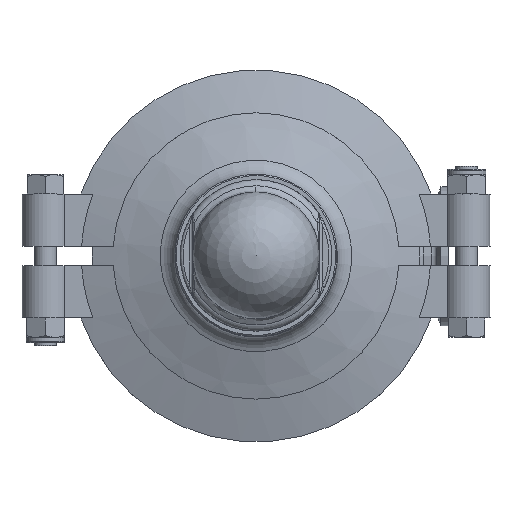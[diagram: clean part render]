
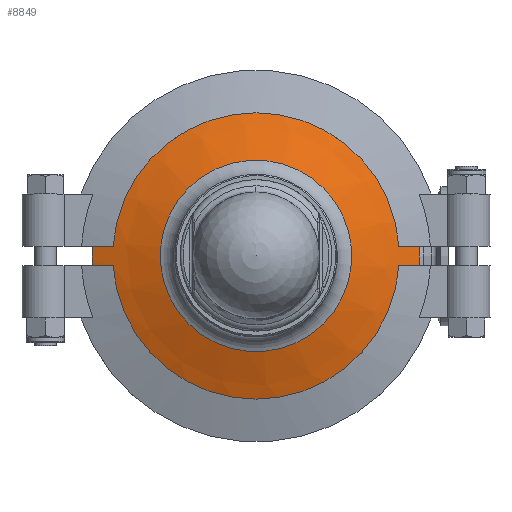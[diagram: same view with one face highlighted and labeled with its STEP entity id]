
A CAD part, top view. The second image highlights one B-rep face of the part: STEP entity #8849.
In plain terms, the highlighted conical face has half-angle 70 degrees and reference radius 29.75 mm.
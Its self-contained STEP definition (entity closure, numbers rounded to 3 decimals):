
#64=(
BOUNDED_CURVE()
B_SPLINE_CURVE(2,(#19528,#19529,#19530),.UNSPECIFIED.,.F.,.F.)
B_SPLINE_CURVE_WITH_KNOTS((3,3),(0.674,1.406),
 .UNSPECIFIED.)
CURVE()
GEOMETRIC_REPRESENTATION_ITEM()
RATIONAL_B_SPLINE_CURVE((1.004,1.004,1.))
REPRESENTATION_ITEM('')
);
#71=(
BOUNDED_CURVE()
B_SPLINE_CURVE(2,(#19579,#19580,#19581),.UNSPECIFIED.,.F.,.F.)
B_SPLINE_CURVE_WITH_KNOTS((3,3),(0.,0.732),.UNSPECIFIED.)
CURVE()
GEOMETRIC_REPRESENTATION_ITEM()
RATIONAL_B_SPLINE_CURVE((1.,1.004,1.004))
REPRESENTATION_ITEM('')
);
#123=(
BOUNDED_CURVE()
B_SPLINE_CURVE(2,(#20014,#20015,#20016),.UNSPECIFIED.,.F.,.F.)
B_SPLINE_CURVE_WITH_KNOTS((3,3),(0.,0.732),.UNSPECIFIED.)
CURVE()
GEOMETRIC_REPRESENTATION_ITEM()
RATIONAL_B_SPLINE_CURVE((1.,1.004,1.004))
REPRESENTATION_ITEM('')
);
#128=(
BOUNDED_CURVE()
B_SPLINE_CURVE(2,(#20086,#20087,#20088),.UNSPECIFIED.,.F.,.F.)
B_SPLINE_CURVE_WITH_KNOTS((3,3),(0.674,1.406),
 .UNSPECIFIED.)
CURVE()
GEOMETRIC_REPRESENTATION_ITEM()
RATIONAL_B_SPLINE_CURVE((1.004,1.004,1.))
REPRESENTATION_ITEM('')
);
#928=CIRCLE('',#9851,52.218);
#931=CIRCLE('',#9859,34.764);
#932=CIRCLE('',#9860,52.218);
#933=CIRCLE('',#9861,59.5);
#934=CIRCLE('',#9862,59.5);
#935=CIRCLE('',#9863,52.218);
#1070=CONICAL_SURFACE('',#9858,29.75,1.222);
#1542=FACE_OUTER_BOUND('',#2101,.T.);
#2101=EDGE_LOOP('',(#7511,#7512,#7513,#7514,#7515,#7516,#7517,#7518,#7519,
#7520,#7521,#7522));
#2542=LINE('',#20082,#2954);
#2954=VECTOR('',#12176,29.75);
#3793=VERTEX_POINT('',#19525);
#3794=VERTEX_POINT('',#19527);
#3803=VERTEX_POINT('',#19555);
#3811=VERTEX_POINT('',#19575);
#3911=VERTEX_POINT('',#20009);
#3912=VERTEX_POINT('',#20013);
#3925=VERTEX_POINT('',#20079);
#3926=VERTEX_POINT('',#20081);
#3927=VERTEX_POINT('',#20083);
#3928=VERTEX_POINT('',#20085);
#4932=EDGE_CURVE('',#3794,#3793,#64,.T.);
#4951=EDGE_CURVE('',#3803,#3811,#71,.T.);
#5113=EDGE_CURVE('',#3912,#3911,#123,.T.);
#5138=EDGE_CURVE('',#3911,#3794,#928,.T.);
#5141=EDGE_CURVE('',#3925,#3925,#931,.T.);
#5142=EDGE_CURVE('',#3925,#3926,#2542,.T.);
#5143=EDGE_CURVE('',#3926,#3927,#932,.T.);
#5144=EDGE_CURVE('',#3927,#3928,#128,.T.);
#5145=EDGE_CURVE('',#3928,#3912,#933,.T.);
#5146=EDGE_CURVE('',#3793,#3803,#934,.T.);
#5147=EDGE_CURVE('',#3811,#3926,#935,.T.);
#7511=ORIENTED_EDGE('',*,*,#5141,.F.);
#7512=ORIENTED_EDGE('',*,*,#5142,.T.);
#7513=ORIENTED_EDGE('',*,*,#5143,.T.);
#7514=ORIENTED_EDGE('',*,*,#5144,.T.);
#7515=ORIENTED_EDGE('',*,*,#5145,.T.);
#7516=ORIENTED_EDGE('',*,*,#5113,.T.);
#7517=ORIENTED_EDGE('',*,*,#5138,.T.);
#7518=ORIENTED_EDGE('',*,*,#4932,.T.);
#7519=ORIENTED_EDGE('',*,*,#5146,.T.);
#7520=ORIENTED_EDGE('',*,*,#4951,.T.);
#7521=ORIENTED_EDGE('',*,*,#5147,.T.);
#7522=ORIENTED_EDGE('',*,*,#5142,.F.);
#8849=ADVANCED_FACE('',(#1542),#1070,.T.);
#9851=AXIS2_PLACEMENT_3D('',#20071,#12158,#12159);
#9858=AXIS2_PLACEMENT_3D('',#20078,#12172,#12173);
#9859=AXIS2_PLACEMENT_3D('',#20080,#12174,#12175);
#9860=AXIS2_PLACEMENT_3D('',#20084,#12177,#12178);
#9861=AXIS2_PLACEMENT_3D('',#20089,#12179,#12180);
#9862=AXIS2_PLACEMENT_3D('',#20090,#12181,#12182);
#9863=AXIS2_PLACEMENT_3D('',#20091,#12183,#12184);
#12158=DIRECTION('center_axis',(0.,0.,1.));
#12159=DIRECTION('ref_axis',(-1.,0.,0.));
#12172=DIRECTION('center_axis',(0.,0.,
-1.));
#12173=DIRECTION('ref_axis',(0.996,-0.093,0.));
#12174=DIRECTION('center_axis',(0.,0.,
1.));
#12175=DIRECTION('ref_axis',(-0.996,0.093,0.));
#12176=DIRECTION('',(-0.936,0.087,-0.342));
#12177=DIRECTION('center_axis',(0.,0.,1.));
#12178=DIRECTION('ref_axis',(1.,0.,0.));
#12179=DIRECTION('center_axis',(0.,0.,
1.));
#12180=DIRECTION('ref_axis',(0.996,-0.093,0.));
#12181=DIRECTION('center_axis',(0.,0.,
1.));
#12182=DIRECTION('ref_axis',(0.996,-0.093,0.));
#12183=DIRECTION('center_axis',(0.,0.,1.));
#12184=DIRECTION('ref_axis',(1.,0.,0.));
#19525=CARTESIAN_POINT('',(59.397,-3.5,138.7));
#19527=CARTESIAN_POINT('',(52.101,-3.5,141.35));
#19528=CARTESIAN_POINT('Ctrl Pts',(52.101,-3.5,141.35));
#19529=CARTESIAN_POINT('Ctrl Pts',(55.511,-3.5,140.112));
#19530=CARTESIAN_POINT('Ctrl Pts',(59.397,-3.5,138.7));
#19555=CARTESIAN_POINT('',(59.397,3.5,138.7));
#19575=CARTESIAN_POINT('',(52.101,3.5,141.35));
#19579=CARTESIAN_POINT('Ctrl Pts',(59.397,3.5,138.7));
#19580=CARTESIAN_POINT('Ctrl Pts',(55.511,3.5,140.112));
#19581=CARTESIAN_POINT('Ctrl Pts',(52.101,3.5,141.35));
#20009=CARTESIAN_POINT('',(-52.101,-3.5,141.35));
#20013=CARTESIAN_POINT('',(-59.397,-3.5,138.7));
#20014=CARTESIAN_POINT('Ctrl Pts',(-59.397,-3.5,138.7));
#20015=CARTESIAN_POINT('Ctrl Pts',(-55.511,-3.5,
140.112));
#20016=CARTESIAN_POINT('Ctrl Pts',(-52.101,-3.5,
141.35));
#20071=CARTESIAN_POINT('Origin',(0.,0.,141.35));
#20078=CARTESIAN_POINT('Origin',(0.,0.,
149.528));
#20079=CARTESIAN_POINT('',(-34.614,3.222,147.703));
#20080=CARTESIAN_POINT('Origin',(0.,0.,
147.703));
#20081=CARTESIAN_POINT('',(-51.994,4.839,141.35));
#20082=CARTESIAN_POINT('',(-29.622,2.757,149.528));
#20083=CARTESIAN_POINT('',(-52.101,3.5,141.35));
#20084=CARTESIAN_POINT('Origin',(0.,0.,141.35));
#20085=CARTESIAN_POINT('',(-59.397,3.5,138.7));
#20086=CARTESIAN_POINT('Ctrl Pts',(-52.101,3.5,141.35));
#20087=CARTESIAN_POINT('Ctrl Pts',(-55.511,3.5,140.112));
#20088=CARTESIAN_POINT('Ctrl Pts',(-59.397,3.5,138.7));
#20089=CARTESIAN_POINT('Origin',(0.,0.,
138.7));
#20090=CARTESIAN_POINT('Origin',(0.,0.,
138.7));
#20091=CARTESIAN_POINT('Origin',(0.,0.,141.35));
